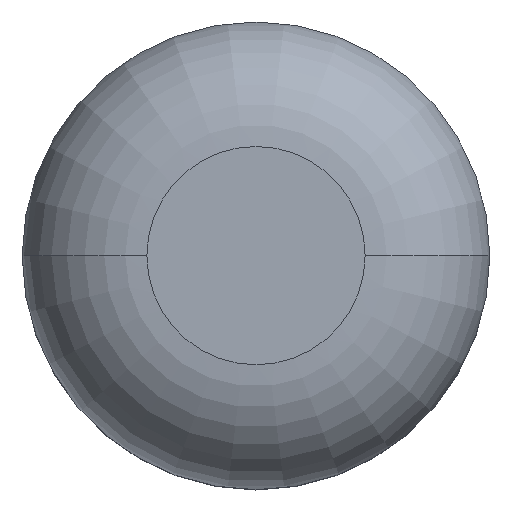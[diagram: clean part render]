
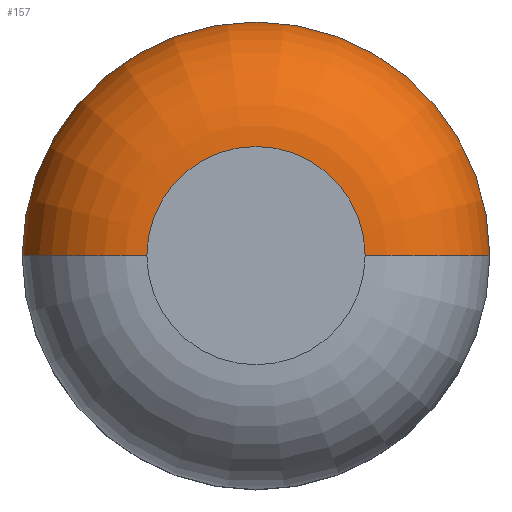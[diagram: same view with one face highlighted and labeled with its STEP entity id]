
A CAD part, top view. The second image highlights one B-rep face of the part: STEP entity #157.
In plain terms, the highlighted toroidal (fillet/blend) face has major radius 3.5 mm and minor radius 4 mm.
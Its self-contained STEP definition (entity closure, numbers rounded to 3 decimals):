
#1 = DIRECTION ( 'NONE',  ( 0., 0., 1. ) ) ;
#15 = AXIS2_PLACEMENT_3D ( 'NONE', #37, #1, #136 ) ;
#33 = AXIS2_PLACEMENT_3D ( 'NONE', #181, #173, #178 ) ;
#37 = CARTESIAN_POINT ( 'NONE',  ( 0., 0., 6. ) ) ;
#49 = CIRCLE ( 'NONE', #351, 4. ) ;
#64 = CIRCLE ( 'NONE', #33, 7.5 ) ;
#79 = CARTESIAN_POINT ( 'NONE',  ( -3.5, 0., 10. ) ) ;
#82 = VERTEX_POINT ( 'NONE', #79 ) ;
#84 = EDGE_CURVE ( 'NONE', #295, #271, #64, .T. ) ;
#96 = CARTESIAN_POINT ( 'NONE',  ( 0., 0., 10. ) ) ;
#98 = VERTEX_POINT ( 'NONE', #277 ) ;
#112 = DIRECTION ( 'NONE',  ( 0., 1., 0. ) ) ;
#118 = DIRECTION ( 'NONE',  ( -1., 0., 0. ) ) ;
#136 = DIRECTION ( 'NONE',  ( 1., 0., 0. ) ) ;
#145 = AXIS2_PLACEMENT_3D ( 'NONE', #176, #403, #344 ) ;
#157 = ADVANCED_FACE ( 'NONE', ( #214 ), #174, .T. ) ;
#161 = EDGE_CURVE ( 'NONE', #271, #98, #336, .T. ) ;
#173 = DIRECTION ( 'NONE',  ( 0., 0., -1. ) ) ;
#174 = TOROIDAL_SURFACE ( 'NONE', #15, 3.5, 4. ) ;
#175 = AXIS2_PLACEMENT_3D ( 'NONE', #96, #331, #365 ) ;
#176 = CARTESIAN_POINT ( 'NONE',  ( 3.5, 0., 6. ) ) ;
#178 = DIRECTION ( 'NONE',  ( 1., 0., 0. ) ) ;
#181 = CARTESIAN_POINT ( 'NONE',  ( 0., 0., 6. ) ) ;
#187 = EDGE_LOOP ( 'NONE', ( #256, #419, #428, #335 ) ) ;
#214 = FACE_OUTER_BOUND ( 'NONE', #187, .T. ) ;
#223 = CARTESIAN_POINT ( 'NONE',  ( 7.5, 0., 6. ) ) ;
#238 = CIRCLE ( 'NONE', #175, 3.5 ) ;
#256 = ORIENTED_EDGE ( 'NONE', *, *, #84, .F. ) ;
#271 = VERTEX_POINT ( 'NONE', #223 ) ;
#277 = CARTESIAN_POINT ( 'NONE',  ( 3.5, 0., 10. ) ) ;
#282 = EDGE_CURVE ( 'NONE', #295, #82, #49, .T. ) ;
#290 = CARTESIAN_POINT ( 'NONE',  ( -3.5, 0., 6. ) ) ;
#295 = VERTEX_POINT ( 'NONE', #386 ) ;
#331 = DIRECTION ( 'NONE',  ( 0., 0., 1. ) ) ;
#335 = ORIENTED_EDGE ( 'NONE', *, *, #161, .F. ) ;
#336 = CIRCLE ( 'NONE', #145, 4. ) ;
#344 = DIRECTION ( 'NONE',  ( 0., 0., -1. ) ) ;
#351 = AXIS2_PLACEMENT_3D ( 'NONE', #290, #112, #118 ) ;
#365 = DIRECTION ( 'NONE',  ( 1., 0., 0. ) ) ;
#384 = EDGE_CURVE ( 'NONE', #98, #82, #238, .T. ) ;
#386 = CARTESIAN_POINT ( 'NONE',  ( -7.5, 0., 6. ) ) ;
#403 = DIRECTION ( 'NONE',  ( 0., -1., 0. ) ) ;
#419 = ORIENTED_EDGE ( 'NONE', *, *, #282, .T. ) ;
#428 = ORIENTED_EDGE ( 'NONE', *, *, #384, .F. ) ;
